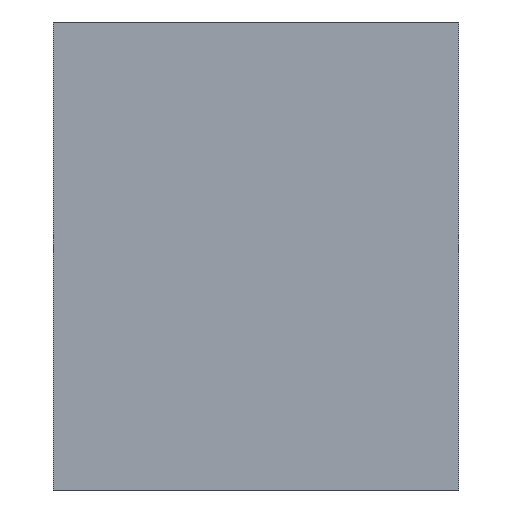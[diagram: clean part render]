
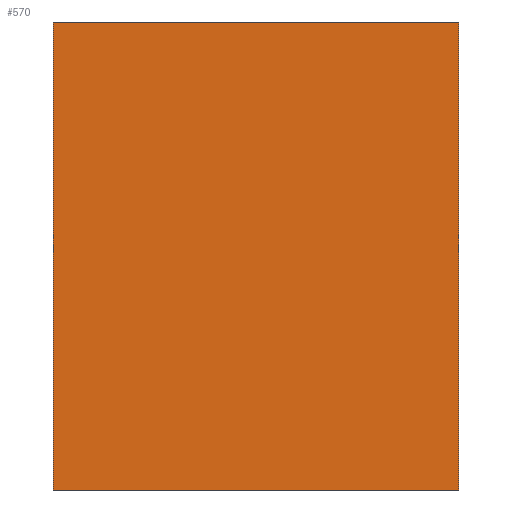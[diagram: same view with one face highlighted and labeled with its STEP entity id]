
A CAD part, left-side view. The second image highlights one B-rep face of the part: STEP entity #570.
In plain terms, the highlighted planar face has unit normal (-1, 0, 0).
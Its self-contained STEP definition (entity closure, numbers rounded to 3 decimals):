
#49=PLANE('',#657);
#98=FACE_OUTER_BOUND('',#144,.T.);
#144=EDGE_LOOP('',(#523,#524,#525,#526));
#183=LINE('',#972,#226);
#187=LINE('',#981,#230);
#190=LINE('',#986,#233);
#191=LINE('',#988,#234);
#226=VECTOR('',#811,10.);
#230=VECTOR('',#821,10.);
#233=VECTOR('',#826,10.);
#234=VECTOR('',#829,10.);
#310=VERTEX_POINT('',#970);
#311=VERTEX_POINT('',#971);
#313=VERTEX_POINT('',#980);
#314=VERTEX_POINT('',#984);
#378=EDGE_CURVE('',#310,#311,#183,.T.);
#383=EDGE_CURVE('',#313,#310,#187,.T.);
#386=EDGE_CURVE('',#311,#314,#190,.T.);
#387=EDGE_CURVE('',#313,#314,#191,.T.);
#523=ORIENTED_EDGE('',*,*,#386,.T.);
#524=ORIENTED_EDGE('',*,*,#387,.F.);
#525=ORIENTED_EDGE('',*,*,#383,.T.);
#526=ORIENTED_EDGE('',*,*,#378,.T.);
#570=ADVANCED_FACE('',(#98),#49,.T.);
#657=AXIS2_PLACEMENT_3D('',#987,#827,#828);
#811=DIRECTION('',(0.,-1.,0.));
#821=DIRECTION('',(0.,0.,-1.));
#826=DIRECTION('',(0.,0.,1.));
#827=DIRECTION('center_axis',(-1.,0.,0.));
#828=DIRECTION('ref_axis',(0.,-1.,0.));
#829=DIRECTION('',(0.,-1.,0.));
#970=CARTESIAN_POINT('',(-225.,32.5,-37.5));
#971=CARTESIAN_POINT('',(-225.,-32.5,-37.5));
#972=CARTESIAN_POINT('',(-225.,32.5,-37.5));
#980=CARTESIAN_POINT('',(-225.,32.5,37.5));
#981=CARTESIAN_POINT('',(-225.,32.5,0.));
#984=CARTESIAN_POINT('',(-225.,-32.5,37.5));
#986=CARTESIAN_POINT('',(-225.,-32.5,0.));
#987=CARTESIAN_POINT('Origin',(-225.,32.5,0.));
#988=CARTESIAN_POINT('',(-225.,32.5,37.5));
